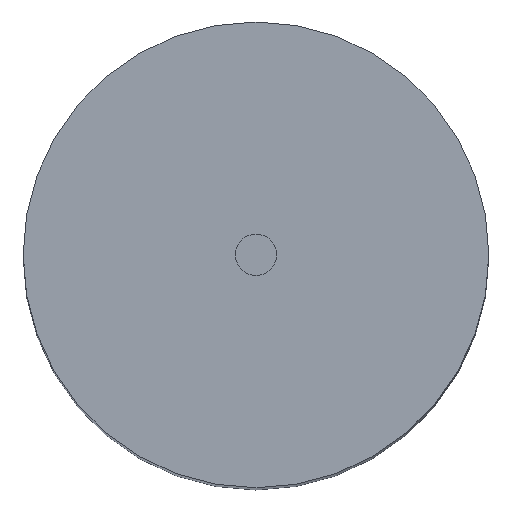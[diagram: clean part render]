
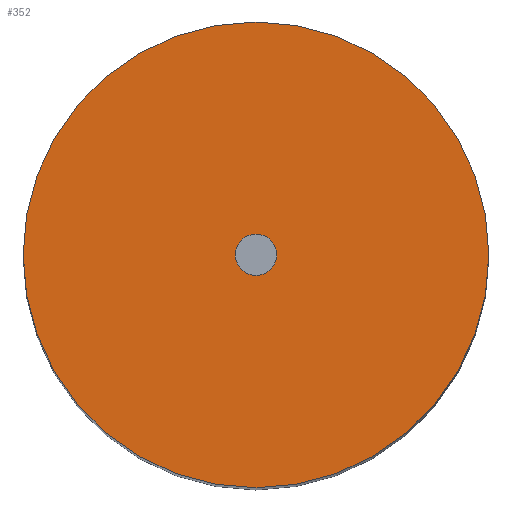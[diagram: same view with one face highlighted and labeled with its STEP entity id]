
A CAD part, top view. The second image highlights one B-rep face of the part: STEP entity #352.
In plain terms, the highlighted planar face has unit normal (0, 0, 1).
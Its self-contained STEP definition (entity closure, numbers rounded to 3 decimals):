
#41 = CARTESIAN_POINT ( 'NONE',  ( 0., 0., 5. ) ) ;
#54 = ORIENTED_EDGE ( 'NONE', *, *, #310, .T. ) ;
#57 = VERTEX_POINT ( 'NONE', #64 ) ;
#63 = CARTESIAN_POINT ( 'NONE',  ( 0., 0., 5. ) ) ;
#64 = CARTESIAN_POINT ( 'NONE',  ( 0.08, 0., 5. ) ) ;
#66 = FACE_OUTER_BOUND ( 'NONE', #274, .T. ) ;
#70 = DIRECTION ( 'NONE',  ( 0., 0., 1. ) ) ;
#71 = DIRECTION ( 'NONE',  ( 1., 0., 0. ) ) ;
#79 = VERTEX_POINT ( 'NONE', #386 ) ;
#85 = EDGE_LOOP ( 'NONE', ( #172, #353 ) ) ;
#106 = AXIS2_PLACEMENT_3D ( 'NONE', #41, #313, #338 ) ;
#116 = CARTESIAN_POINT ( 'NONE',  ( 0., 0., 5. ) ) ;
#123 = DIRECTION ( 'NONE',  ( 1., 0., 0. ) ) ;
#136 = AXIS2_PLACEMENT_3D ( 'NONE', #63, #152, #123 ) ;
#137 = DIRECTION ( 'NONE',  ( 1., 0., 0. ) ) ;
#151 = VERTEX_POINT ( 'NONE', #280 ) ;
#152 = DIRECTION ( 'NONE',  ( 0., 0., 1. ) ) ;
#158 = CIRCLE ( 'NONE', #306, 0.08 ) ;
#172 = ORIENTED_EDGE ( 'NONE', *, *, #343, .F. ) ;
#185 = DIRECTION ( 'NONE',  ( 0., 0., 1. ) ) ;
#186 = AXIS2_PLACEMENT_3D ( 'NONE', #286, #70, #137 ) ;
#206 = AXIS2_PLACEMENT_3D ( 'NONE', #116, #185, #275 ) ;
#220 = DIRECTION ( 'NONE',  ( 0., 0., 1. ) ) ;
#224 = FACE_BOUND ( 'NONE', #85, .T. ) ;
#246 = EDGE_CURVE ( 'NONE', #79, #270, #355, .T. ) ;
#270 = VERTEX_POINT ( 'NONE', #281 ) ;
#274 = EDGE_LOOP ( 'NONE', ( #298, #54 ) ) ;
#275 = DIRECTION ( 'NONE',  ( 1., 0., 0. ) ) ;
#280 = CARTESIAN_POINT ( 'NONE',  ( -0.08, 0., 5. ) ) ;
#281 = CARTESIAN_POINT ( 'NONE',  ( 0.9, 0., 5. ) ) ;
#286 = CARTESIAN_POINT ( 'NONE',  ( 0., 0., 5. ) ) ;
#298 = ORIENTED_EDGE ( 'NONE', *, *, #246, .T. ) ;
#306 = AXIS2_PLACEMENT_3D ( 'NONE', #309, #220, #71 ) ;
#309 = CARTESIAN_POINT ( 'NONE',  ( 0., 0., 5. ) ) ;
#310 = EDGE_CURVE ( 'NONE', #270, #79, #322, .T. ) ;
#313 = DIRECTION ( 'NONE',  ( 0., 0., 1. ) ) ;
#314 = EDGE_CURVE ( 'NONE', #57, #151, #158, .T. ) ;
#322 = CIRCLE ( 'NONE', #206, 0.9 ) ;
#338 = DIRECTION ( 'NONE',  ( 1., 0., 0. ) ) ;
#343 = EDGE_CURVE ( 'NONE', #151, #57, #377, .T. ) ;
#352 = ADVANCED_FACE ( 'NONE', ( #66, #224 ), #371, .T. ) ;
#353 = ORIENTED_EDGE ( 'NONE', *, *, #314, .F. ) ;
#355 = CIRCLE ( 'NONE', #186, 0.9 ) ;
#371 = PLANE ( 'NONE',  #106 ) ;
#377 = CIRCLE ( 'NONE', #136, 0.08 ) ;
#386 = CARTESIAN_POINT ( 'NONE',  ( -0.9, 0., 5. ) ) ;
